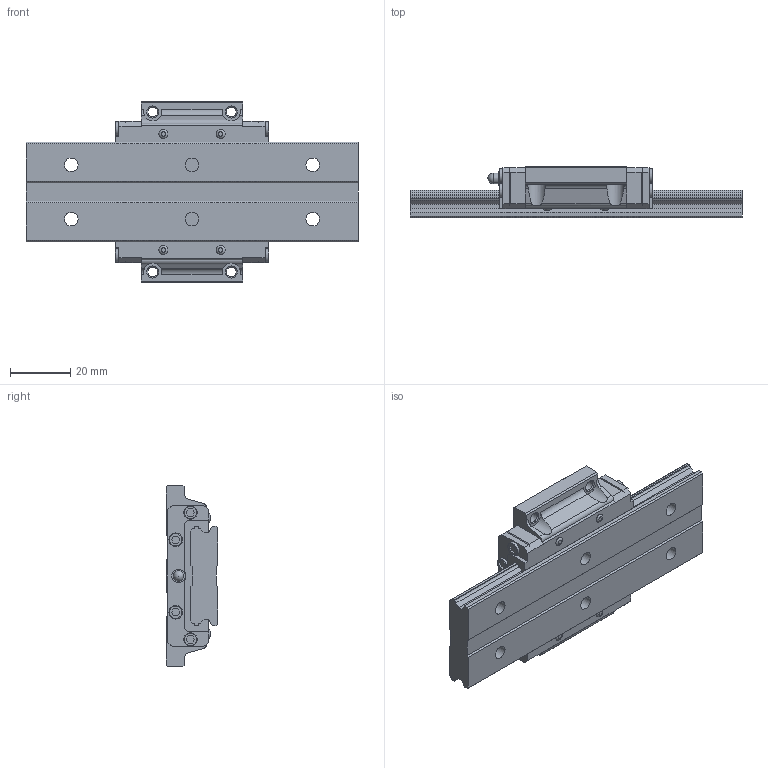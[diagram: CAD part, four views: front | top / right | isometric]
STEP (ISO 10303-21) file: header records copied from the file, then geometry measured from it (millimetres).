
FILE_DESCRIPTION(/* description */ ('STEP AP214'),/* implementation_level */ '2;1');
FILE_NAME(/* name */ 'HRW17CA1UU-110L_G15_0_PB107_29-6_0_0_0_1',/* time_stamp */ '2023-02-06T13:09:13+01:00',/* author */ ('License CC BY-ND 4.0'),/* organization */ ('CADENAS'),/* preprocessor_version */ 'ST-DEVELOPER v18.102',/* originating_system */ 'PARTsolutions',/* authorisation */ ' ');
FILE_SCHEMA (('AUTOMOTIVE_DESIGN {1 0 10303 214 3 1 1}'));
Length unit declared in the file: millimetre
Products named in the file (4): HRW17CA1UU-110L_G15_0_PB107_29-6_0_0_0_1; HRW-PB107_grease_nipple_joint; HRW17CAUUPB1071 Slide17-60; HRW17CA11015 Track
Assembly tree (3 placements, depth 2):
  HRW17CA1UU-110L_G15_0_PB107_29-6_0_0_0_1
    HRW-PB107_grease_nipple_joint
    HRW17CAUUPB1071 Slide17-60
    HRW17CA11015 Track
Bounding box: 110 x 17 x 60 mm (x, y, z)
Volume: 53629.1 mm3; surface area: 20557.3 mm2
Topology: 3 solids, 3 shells, 300 faces, 766 edges, 502 vertices
Faces by surface type: plane 220, cylinder 55, cone 20, torus 4, sphere 1
Full cylindrical faces by diameter (mm): 3 x3, 3.242 x2, 3.3 x4, 3.5 x1, 4.5 x15, 6 x2, 7.5 x6
Entity records: 8851 total; most frequent: CARTESIAN_POINT 1558, DIRECTION 1446, ORIENTED_EDGE 1412, EDGE_CURVE 706, LINE 550, VECTOR 550, VERTEX_POINT 500, AXIS2_PLACEMENT_3D 448
